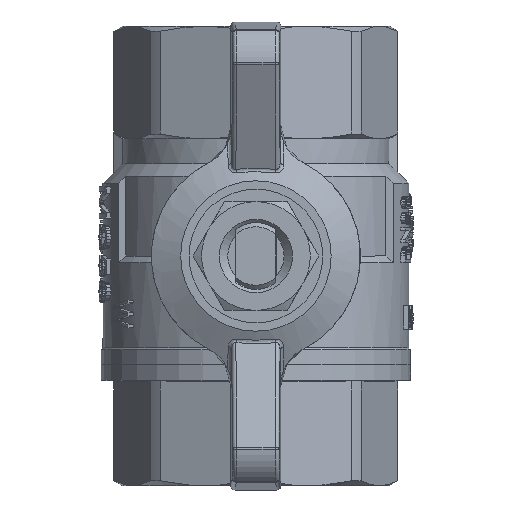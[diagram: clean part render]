
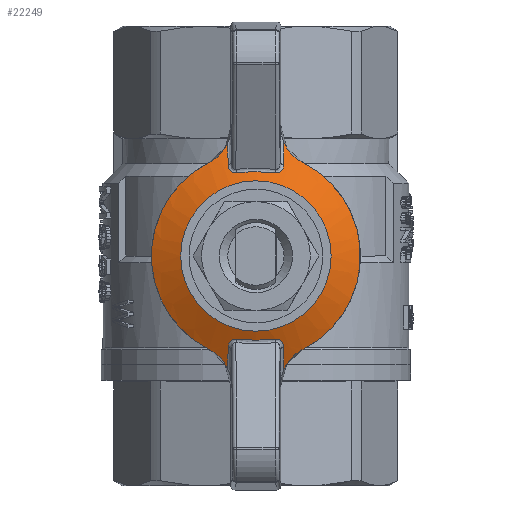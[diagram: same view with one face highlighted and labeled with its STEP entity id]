
A CAD part, left-side view. The second image highlights one B-rep face of the part: STEP entity #22249.
In plain terms, the highlighted conical face has half-angle 64.093 degrees and reference radius 9 mm.
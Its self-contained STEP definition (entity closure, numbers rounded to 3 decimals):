
#1799=CONICAL_SURFACE('',#33150,9.,1.119);
#1920=B_SPLINE_CURVE_WITH_KNOTS('',3,(#51007,#51008,#51009,#51010),
 .UNSPECIFIED.,.F.,.F.,(4,4),(0.,0.003),
 .UNSPECIFIED.);
#1921=B_SPLINE_CURVE_WITH_KNOTS('',3,(#51012,#51013,#51014,#51015),
 .UNSPECIFIED.,.F.,.F.,(4,4),(0.,0.003),.UNSPECIFIED.);
#1922=B_SPLINE_CURVE_WITH_KNOTS('',3,(#51017,#51018,#51019,#51020,#51021),
 .UNSPECIFIED.,.F.,.F.,(4,1,4),(0.,0.001,0.002),
 .UNSPECIFIED.);
#1923=B_SPLINE_CURVE_WITH_KNOTS('',3,(#51023,#51024,#51025,#51026),
 .UNSPECIFIED.,.F.,.F.,(4,4),(0.,0.005),.UNSPECIFIED.);
#1924=B_SPLINE_CURVE_WITH_KNOTS('',3,(#51028,#51029,#51030,#51031,#51032),
 .UNSPECIFIED.,.F.,.F.,(4,1,4),(0.,0.001,0.002),
 .UNSPECIFIED.);
#1925=B_SPLINE_CURVE_WITH_KNOTS('',3,(#51034,#51035,#51036,#51037),
 .UNSPECIFIED.,.F.,.F.,(4,4),(0.,0.003),.UNSPECIFIED.);
#1926=B_SPLINE_CURVE_WITH_KNOTS('',3,(#51039,#51040,#51041,#51042),
 .UNSPECIFIED.,.F.,.F.,(4,4),(0.002,0.006),
 .UNSPECIFIED.);
#1927=B_SPLINE_CURVE_WITH_KNOTS('',3,(#51043,#51044,#51045,#51046),
 .UNSPECIFIED.,.F.,.F.,(4,4),(0.,0.003),
 .UNSPECIFIED.);
#1928=B_SPLINE_CURVE_WITH_KNOTS('',3,(#51048,#51049,#51050,#51051),
 .UNSPECIFIED.,.F.,.F.,(4,4),(0.,0.003),
 .UNSPECIFIED.);
#1929=B_SPLINE_CURVE_WITH_KNOTS('',3,(#51053,#51054,#51055,#51056,#51057),
 .UNSPECIFIED.,.F.,.F.,(4,1,4),(0.,0.001,0.002),
 .UNSPECIFIED.);
#1930=B_SPLINE_CURVE_WITH_KNOTS('',3,(#51059,#51060,#51061,#51062),
 .UNSPECIFIED.,.F.,.F.,(4,4),(0.,0.005),.UNSPECIFIED.);
#1931=B_SPLINE_CURVE_WITH_KNOTS('',3,(#51064,#51065,#51066,#51067,#51068),
 .UNSPECIFIED.,.F.,.F.,(4,1,4),(0.,0.001,0.002),
 .UNSPECIFIED.);
#1932=B_SPLINE_CURVE_WITH_KNOTS('',3,(#51070,#51071,#51072,#51073),
 .UNSPECIFIED.,.F.,.F.,(4,4),(0.,0.003),.UNSPECIFIED.);
#1933=B_SPLINE_CURVE_WITH_KNOTS('',3,(#51075,#51076,#51077,#51078),
 .UNSPECIFIED.,.F.,.F.,(4,4),(0.002,0.006),
 .UNSPECIFIED.);
#11108=ORIENTED_EDGE('',*,*,#14594,.T.);
#11109=ORIENTED_EDGE('',*,*,#14595,.T.);
#11110=ORIENTED_EDGE('',*,*,#14596,.T.);
#11111=ORIENTED_EDGE('',*,*,#14597,.T.);
#11112=ORIENTED_EDGE('',*,*,#14598,.T.);
#11113=ORIENTED_EDGE('',*,*,#14599,.T.);
#11114=ORIENTED_EDGE('',*,*,#14600,.T.);
#11115=ORIENTED_EDGE('',*,*,#14532,.F.);
#11116=ORIENTED_EDGE('',*,*,#14601,.T.);
#11117=ORIENTED_EDGE('',*,*,#14602,.T.);
#11118=ORIENTED_EDGE('',*,*,#14603,.T.);
#11119=ORIENTED_EDGE('',*,*,#14604,.T.);
#11120=ORIENTED_EDGE('',*,*,#14605,.T.);
#11121=ORIENTED_EDGE('',*,*,#14606,.T.);
#11122=ORIENTED_EDGE('',*,*,#14607,.T.);
#11123=ORIENTED_EDGE('',*,*,#14537,.F.);
#11124=ORIENTED_EDGE('',*,*,#14515,.T.);
#14515=EDGE_CURVE('',#16828,#16828,#17250,.T.);
#14532=EDGE_CURVE('',#16845,#16846,#17260,.T.);
#14537=EDGE_CURVE('',#16849,#16850,#17262,.T.);
#14594=EDGE_CURVE('',#16849,#16883,#1920,.T.);
#14595=EDGE_CURVE('',#16883,#16884,#1921,.T.);
#14596=EDGE_CURVE('',#16884,#16885,#1922,.T.);
#14597=EDGE_CURVE('',#16885,#16886,#1923,.T.);
#14598=EDGE_CURVE('',#16886,#16887,#1924,.T.);
#14599=EDGE_CURVE('',#16887,#16888,#1925,.T.);
#14600=EDGE_CURVE('',#16888,#16846,#1926,.T.);
#14601=EDGE_CURVE('',#16845,#16889,#1927,.T.);
#14602=EDGE_CURVE('',#16889,#16890,#1928,.T.);
#14603=EDGE_CURVE('',#16890,#16891,#1929,.T.);
#14604=EDGE_CURVE('',#16891,#16892,#1930,.T.);
#14605=EDGE_CURVE('',#16892,#16893,#1931,.T.);
#14606=EDGE_CURVE('',#16893,#16894,#1932,.T.);
#14607=EDGE_CURVE('',#16894,#16850,#1933,.T.);
#16828=VERTEX_POINT('',#50803);
#16845=VERTEX_POINT('',#50840);
#16846=VERTEX_POINT('',#50842);
#16849=VERTEX_POINT('',#50851);
#16850=VERTEX_POINT('',#50852);
#16883=VERTEX_POINT('',#51011);
#16884=VERTEX_POINT('',#51016);
#16885=VERTEX_POINT('',#51022);
#16886=VERTEX_POINT('',#51027);
#16887=VERTEX_POINT('',#51033);
#16888=VERTEX_POINT('',#51038);
#16889=VERTEX_POINT('',#51047);
#16890=VERTEX_POINT('',#51052);
#16891=VERTEX_POINT('',#51058);
#16892=VERTEX_POINT('',#51063);
#16893=VERTEX_POINT('',#51069);
#16894=VERTEX_POINT('',#51074);
#17250=CIRCLE('',#33086,9.);
#17260=CIRCLE('',#33101,12.5);
#17262=CIRCLE('',#33105,12.5);
#18614=EDGE_LOOP('',(#11108,#11109,#11110,#11111,#11112,#11113,#11114,#11115,
#11116,#11117,#11118,#11119,#11120,#11121,#11122,#11123));
#18615=EDGE_LOOP('',(#11124));
#19972=FACE_BOUND('',#18614,.T.);
#19973=FACE_BOUND('',#18615,.T.);
#22249=ADVANCED_FACE('',(#19972,#19973),#1799,.T.);
#33086=AXIS2_PLACEMENT_3D('',#50802,#40505,#40506);
#33101=AXIS2_PLACEMENT_3D('',#50841,#40541,#40542);
#33105=AXIS2_PLACEMENT_3D('',#50850,#40551,#40552);
#33150=AXIS2_PLACEMENT_3D('',#51006,#40664,#40665);
#40505=DIRECTION('',(0.,0.,-1.));
#40506=DIRECTION('',(-1.,0.,0.));
#40541=DIRECTION('',(0.,0.,-1.));
#40542=DIRECTION('',(-1.,0.,0.));
#40551=DIRECTION('',(0.,0.,-1.));
#40552=DIRECTION('',(-1.,0.,0.));
#40664=DIRECTION('',(0.,0.,-1.));
#40665=DIRECTION('',(-1.,0.,0.));
#50802=CARTESIAN_POINT('',(0.,0.,12.2));
#50803=CARTESIAN_POINT('',(-9.,0.,12.2));
#50840=CARTESIAN_POINT('',(11.151,-5.649,10.5));
#50841=CARTESIAN_POINT('',(0.,0.,10.5));
#50842=CARTESIAN_POINT('',(-11.151,-5.649,10.5));
#50850=CARTESIAN_POINT('',(0.,0.,10.5));
#50851=CARTESIAN_POINT('',(-11.151,5.649,10.5));
#50852=CARTESIAN_POINT('',(11.151,5.649,10.5));
#51006=CARTESIAN_POINT('',(0.,0.,12.2));
#51007=CARTESIAN_POINT('',(-11.151,5.649,10.5));
#51008=CARTESIAN_POINT('',(-11.68,4.604,10.5));
#51009=CARTESIAN_POINT('',(-12.567,3.799,10.203));
#51010=CARTESIAN_POINT('',(-13.554,3.359,9.789));
#51011=CARTESIAN_POINT('',(-13.554,3.359,9.789));
#51012=CARTESIAN_POINT('',(-13.554,3.359,9.789));
#51013=CARTESIAN_POINT('',(-12.694,3.35,10.195));
#51014=CARTESIAN_POINT('',(-11.833,3.34,10.6));
#51015=CARTESIAN_POINT('',(-10.971,3.33,11.002));
#51016=CARTESIAN_POINT('',(-10.971,3.33,11.002));
#51017=CARTESIAN_POINT('',(-10.971,3.33,11.002));
#51018=CARTESIAN_POINT('',(-10.708,3.326,11.126));
#51019=CARTESIAN_POINT('',(-10.181,3.188,11.39));
#51020=CARTESIAN_POINT('',(-9.906,2.638,11.594));
#51021=CARTESIAN_POINT('',(-9.94,2.347,11.611));
#51022=CARTESIAN_POINT('',(-9.94,2.347,11.611));
#51023=CARTESIAN_POINT('',(-9.94,2.347,11.611));
#51024=CARTESIAN_POINT('',(-10.121,0.787,11.699));
#51025=CARTESIAN_POINT('',(-10.121,-0.787,11.699));
#51026=CARTESIAN_POINT('',(-9.94,-2.347,11.611));
#51027=CARTESIAN_POINT('',(-9.94,-2.347,11.611));
#51028=CARTESIAN_POINT('',(-9.94,-2.347,11.611));
#51029=CARTESIAN_POINT('',(-9.906,-2.638,11.594));
#51030=CARTESIAN_POINT('',(-10.179,-3.187,11.391));
#51031=CARTESIAN_POINT('',(-10.708,-3.326,11.126));
#51032=CARTESIAN_POINT('',(-10.971,-3.33,11.002));
#51033=CARTESIAN_POINT('',(-10.971,-3.33,11.002));
#51034=CARTESIAN_POINT('',(-10.971,-3.33,11.002));
#51035=CARTESIAN_POINT('',(-11.833,-3.34,10.6));
#51036=CARTESIAN_POINT('',(-12.694,-3.35,10.195));
#51037=CARTESIAN_POINT('',(-13.554,-3.359,9.789));
#51038=CARTESIAN_POINT('',(-13.554,-3.359,9.789));
#51039=CARTESIAN_POINT('',(-13.554,-3.359,9.789));
#51040=CARTESIAN_POINT('',(-12.567,-3.798,10.203));
#51041=CARTESIAN_POINT('',(-11.681,-4.603,10.5));
#51042=CARTESIAN_POINT('',(-11.151,-5.649,10.5));
#51043=CARTESIAN_POINT('',(11.151,-5.649,10.5));
#51044=CARTESIAN_POINT('',(11.68,-4.604,10.5));
#51045=CARTESIAN_POINT('',(12.567,-3.799,10.203));
#51046=CARTESIAN_POINT('',(13.554,-3.359,9.789));
#51047=CARTESIAN_POINT('',(13.554,-3.359,9.789));
#51048=CARTESIAN_POINT('',(13.554,-3.359,9.789));
#51049=CARTESIAN_POINT('',(12.694,-3.35,10.195));
#51050=CARTESIAN_POINT('',(11.833,-3.34,10.6));
#51051=CARTESIAN_POINT('',(10.971,-3.33,11.002));
#51052=CARTESIAN_POINT('',(10.971,-3.33,11.002));
#51053=CARTESIAN_POINT('',(10.971,-3.33,11.002));
#51054=CARTESIAN_POINT('',(10.708,-3.326,11.126));
#51055=CARTESIAN_POINT('',(10.181,-3.188,11.39));
#51056=CARTESIAN_POINT('',(9.906,-2.638,11.594));
#51057=CARTESIAN_POINT('',(9.94,-2.347,11.611));
#51058=CARTESIAN_POINT('',(9.94,-2.347,11.611));
#51059=CARTESIAN_POINT('',(9.94,-2.347,11.611));
#51060=CARTESIAN_POINT('',(10.121,-0.787,11.699));
#51061=CARTESIAN_POINT('',(10.121,0.787,11.699));
#51062=CARTESIAN_POINT('',(9.94,2.347,11.611));
#51063=CARTESIAN_POINT('',(9.94,2.347,11.611));
#51064=CARTESIAN_POINT('',(9.94,2.347,11.611));
#51065=CARTESIAN_POINT('',(9.906,2.638,11.594));
#51066=CARTESIAN_POINT('',(10.179,3.187,11.391));
#51067=CARTESIAN_POINT('',(10.708,3.326,11.126));
#51068=CARTESIAN_POINT('',(10.971,3.33,11.002));
#51069=CARTESIAN_POINT('',(10.971,3.33,11.002));
#51070=CARTESIAN_POINT('',(10.971,3.33,11.002));
#51071=CARTESIAN_POINT('',(11.833,3.34,10.6));
#51072=CARTESIAN_POINT('',(12.694,3.35,10.195));
#51073=CARTESIAN_POINT('',(13.554,3.359,9.789));
#51074=CARTESIAN_POINT('',(13.554,3.359,9.789));
#51075=CARTESIAN_POINT('',(13.554,3.359,9.789));
#51076=CARTESIAN_POINT('',(12.567,3.798,10.203));
#51077=CARTESIAN_POINT('',(11.681,4.603,10.5));
#51078=CARTESIAN_POINT('',(11.151,5.649,10.5));
